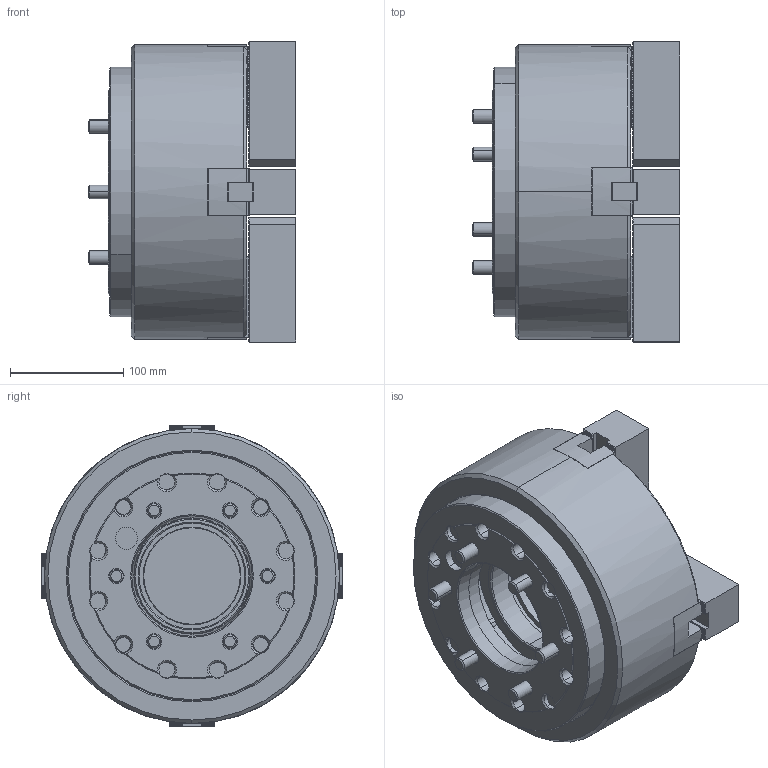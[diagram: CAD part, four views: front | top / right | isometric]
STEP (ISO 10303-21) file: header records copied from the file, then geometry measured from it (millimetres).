
FILE_DESCRIPTION (( 'STEP AP203' ), '1' );
FILE_NAME ('CF-4H-210A6.STEP', '2022-04-12T07:17:40', ( '' ), ( '' ), 'SwSTEP 2.0', 'SolidWorks 2016', '' );
FILE_SCHEMA (( 'CONFIG_CONTROL_DESIGN' ));
Length unit declared in the file: millimetre
Products named in the file (13): CF-3H-10B-07010; 圓頭內六角螺栓_M12x30; CF-4H-210-01000; 圓頭內六角螺栓_M16x100; CF-4H-210-02000; 半圓頭六角孔螺栓_M6x10; CF-4H-210-04000; CF-3H-10-12000-A6法蘭 ; CF-3H-210-03000; CF-4H-210A6; CF-3H-210-04000; CF-3H-210-04000(T型塊); SJ-10
Assembly tree (40 placements, depth 2):
  CF-4H-210A6
    CF-4H-210-01000
    CF-4H-210-02000
    CF-4H-210-04000
    CF-3H-210-03000  x4
    CF-3H-210-04000
    CF-3H-210-04000(T型塊)  x4
    SJ-10  x4
    CF-3H-10B-07010
    圓頭內六角螺栓_M12x30  x14
    圓頭內六角螺栓_M16x100  x4
    半圓頭六角孔螺栓_M6x10  x4
    CF-3H-10-12000-A6法蘭 
Bounding box: 183.3 x 264.5 x 264.5 mm (x, y, z)
Volume: 5786424.5 mm3; surface area: 752800.1 mm2
Topology: 40 solids, 40 shells, 5279 faces, 15144 edges, 9958 vertices
Faces by surface type: plane 3687, cylinder 1288, cone 281, torus 23
Entity records: 53020 total; most frequent: CARTESIAN_POINT 11107, ORIENTED_EDGE 8836, DIRECTION 7744, EDGE_CURVE 4418, VECTOR 3142, LINE 3142, VERTEX_POINT 2902, AXIS2_PLACEMENT_3D 2301
